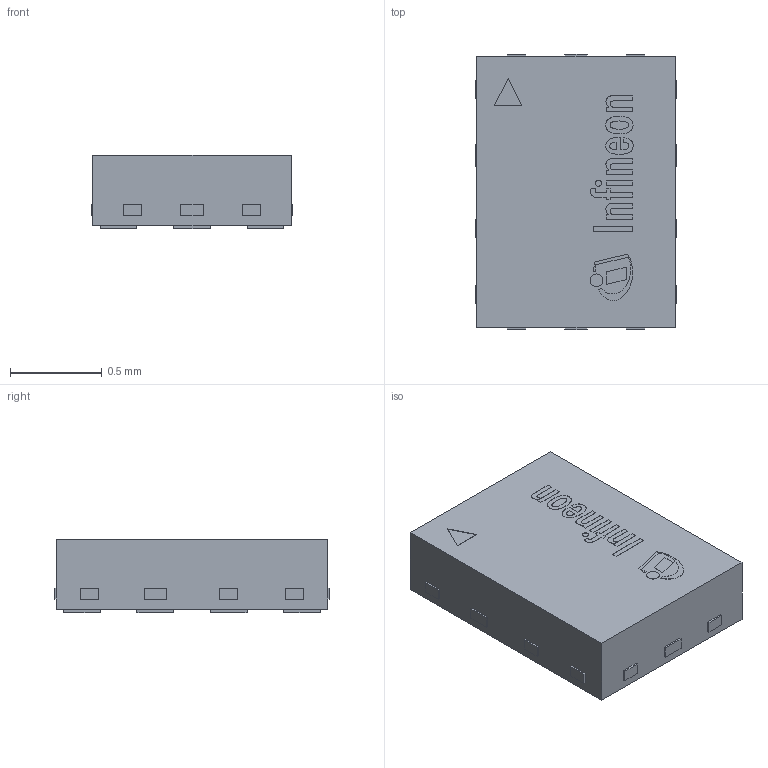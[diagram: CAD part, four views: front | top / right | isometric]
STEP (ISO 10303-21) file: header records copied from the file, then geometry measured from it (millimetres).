
FILE_DESCRIPTION(/* description */ (''),/* implementation_level */ '2;1');
FILE_NAME(/* name */ 'PG-TSNP-10-1_Z8B00169253_V03_3D.stp',/* time_stamp */ '2024-08-28T16:46:06+05:30',/* author */ ('Sivamani'),/* organization */ (''),/* preprocessor_version */ 'ST-DEVELOPER v19.2',/* originating_system */ 'AutoCAD Mechanical',/* authorisation */ '');
FILE_SCHEMA (('AUTOMOTIVE_DESIGN { 1 0 10303 214 3 1 1 }'));
Length unit declared in the file: millimetre
Products named in the file (1): Product
Bounding box: 1.1 x 1.5 x 0.4 mm (x, y, z)
Volume: 0.6 mm3; surface area: 6.5 mm2
Topology: 38 solids, 38 shells, 362 faces, 855 edges, 570 vertices
Faces by surface type: plane 246, cylinder 116
Full cylindrical faces by diameter (mm): 0.034 x1, 0.07 x1
Entity records: 10430 total; most frequent: DIRECTION 1813, CARTESIAN_POINT 1788, ORIENTED_EDGE 1710, EDGE_CURVE 855, LINE 623, VECTOR 623, AXIS2_PLACEMENT_3D 595, VERTEX_POINT 570
